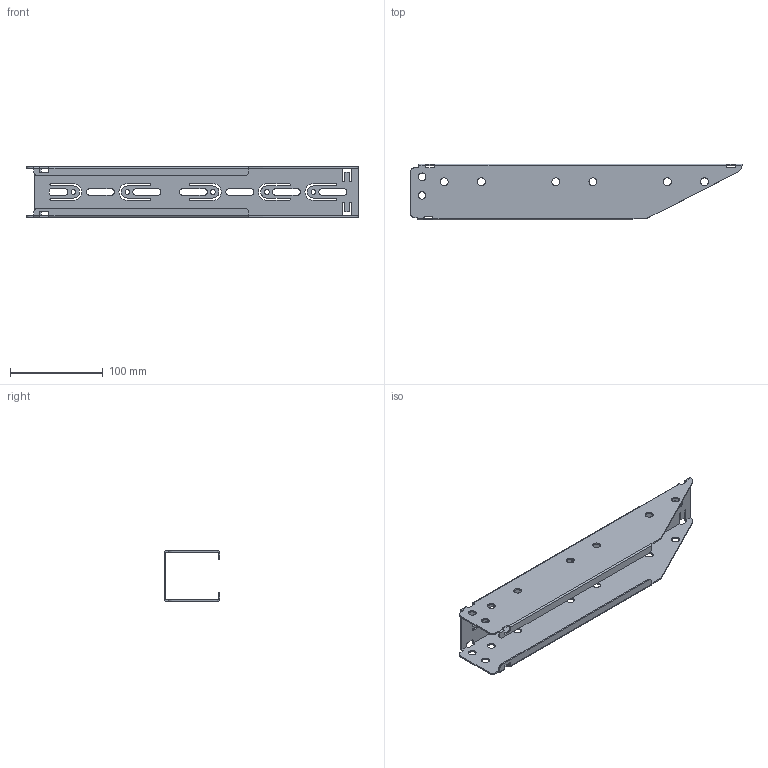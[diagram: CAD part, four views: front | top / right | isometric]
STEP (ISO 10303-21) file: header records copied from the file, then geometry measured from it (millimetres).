
FILE_DESCRIPTION (( 'STEP AP203' ), '1' );
FILE_NAME ('Êîíñîëü áûñòðîé ôèêñàöèè BBF_BBF5030.STEP', '2012-11-21T09:03:35', ( 'Àñååâ' ), ( '' ), 'SwSTEP 2.0', 'SolidWorks 2012', '' );
FILE_SCHEMA (( 'CONFIG_CONTROL_DESIGN' ));
Length unit declared in the file: millimetre
Products named in the file (1): Êîíñîëü áûñòðîé ôèêñàöèè BBF_BBF5030
Bounding box: 357 x 60 x 54 mm (x, y, z)
Volume: 81422.8 mm3; surface area: 113067.7 mm2
Topology: 1 solids, 1 shells, 213 faces, 660 edges, 437 vertices
Faces by surface type: cylinder 114, plane 99
Full cylindrical faces by diameter (mm): 5 x5, 8.2 x4, 8.5 x12
Entity records: 7403 total; most frequent: DIRECTION 1280, CARTESIAN_POINT 1260, ORIENTED_EDGE 1248, EDGE_CURVE 624, AXIS2_PLACEMENT_3D 442, VERTEX_POINT 422, VECTOR 396, LINE 396
